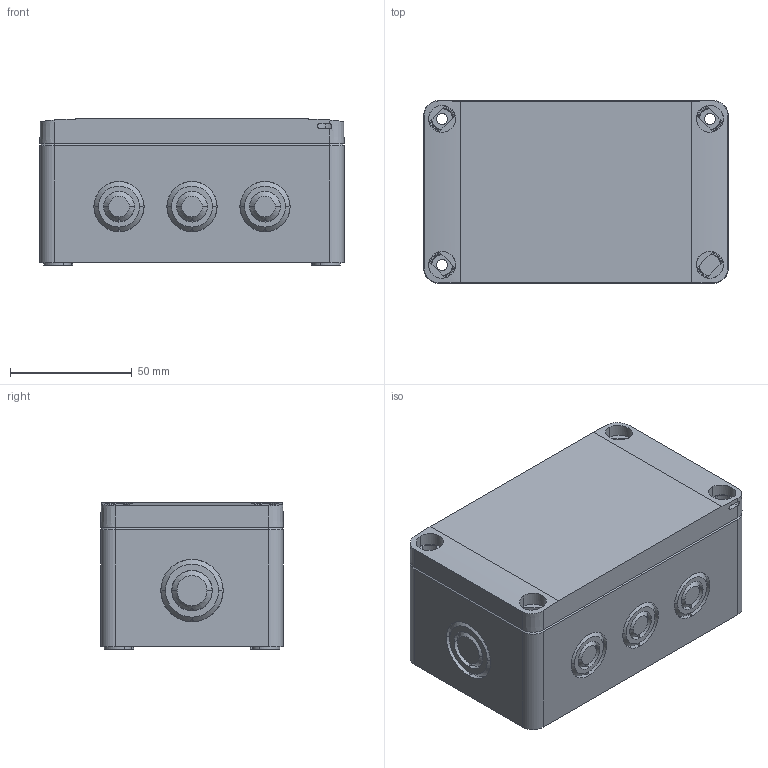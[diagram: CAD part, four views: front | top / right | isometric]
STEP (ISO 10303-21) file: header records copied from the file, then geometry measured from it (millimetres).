
FILE_DESCRIPTION((''),'2;1');
FILE_NAME('SPCM081306G_ASM','2008-12-08T',('pasi_koskela'),(''),'PRO/ENGINEER BY PARAMETRIC TECHNOLOGY CORPORATION, 2008250','PRO/ENGINEER BY PARAMETRIC TECHNOLOGY CORPORATION, 2008250','');
FILE_SCHEMA(('AUTOMOTIVE_DESIGN_CC2 { 1 2 10303 214 -1 1 5 2 }'));
Length unit declared in the file: millimetre
Products named in the file (3): SPCM081305B; SPCG081301L; SPCM081306G_ASM
Assembly tree (2 placements, depth 2):
  SPCM081306G_ASM
    SPCM081305B
    SPCG081301L
Bounding box: 125 x 75 x 60 mm (x, y, z)
Volume: 132801.3 mm3; surface area: 100408.4 mm2
Topology: 2 solids, 2 shells, 1126 faces, 2904 edges, 1872 vertices
Faces by surface type: plane 665, cylinder 227, cone 166, bspline 48, torus 20
Entity records: 53882 total; most frequent: CARTESIAN_POINT 17861, ORIENTED_EDGE 5800, DIRECTION 5256, PRESENTATION_STYLE_ASSIGNMENT 2904, STYLED_ITEM 2902, CURVE_STYLE 2900, EDGE_CURVE 2900, VECTOR 1912
